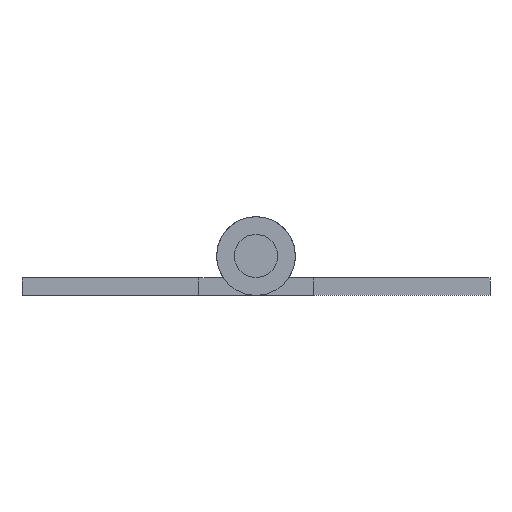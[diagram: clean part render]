
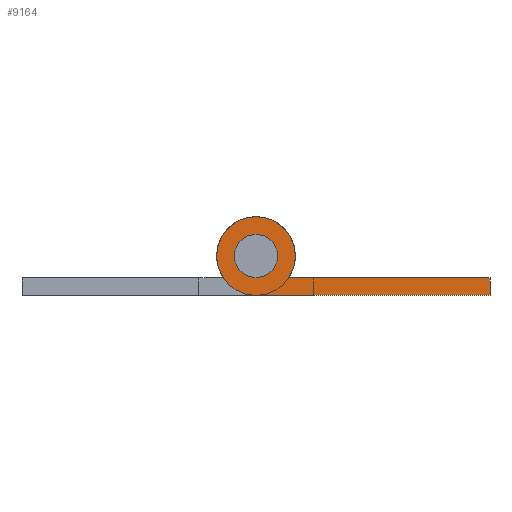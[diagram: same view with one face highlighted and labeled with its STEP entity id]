
A CAD part, front view. The second image highlights one B-rep face of the part: STEP entity #9164.
In plain terms, the highlighted planar face has unit normal (0, -1, 0).
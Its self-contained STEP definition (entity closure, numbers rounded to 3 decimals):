
#657 = DIRECTION ( 'NONE',  ( 0., 1., 0. ) ) ;
#3068 = AXIS2_PLACEMENT_3D ( 'NONE', #20053, #12141, #4063 ) ;
#4063 = DIRECTION ( 'NONE',  ( 0., 0., 1. ) ) ;
#5137 = CIRCLE ( 'NONE', #21498, 2.7 ) ;
#5414 = CARTESIAN_POINT ( 'NONE',  ( 0., -914.5, 0. ) ) ;
#5499 = CARTESIAN_POINT ( 'NONE',  ( 16., -914.5, -2.7 ) ) ;
#6006 = CARTESIAN_POINT ( 'NONE',  ( 0., -914.5, -2.7 ) ) ;
#6394 = FACE_OUTER_BOUND ( 'NONE', #11083, .T. ) ;
#6636 = EDGE_CURVE ( 'NONE', #15798, #24098, #23275, .T. ) ;
#7095 = EDGE_CURVE ( 'NONE', #10348, #20410, #21340, .T. ) ;
#7145 = CARTESIAN_POINT ( 'NONE',  ( 0., -914.5, 0. ) ) ;
#7158 = EDGE_CURVE ( 'NONE', #24098, #8144, #22609, .T. ) ;
#7790 = LINE ( 'NONE', #17966, #21075 ) ;
#8144 = VERTEX_POINT ( 'NONE', #5499 ) ;
#9070 = CARTESIAN_POINT ( 'NONE',  ( 2.245, -914.5, -1.5 ) ) ;
#9164 = ADVANCED_FACE ( 'NONE', ( #6394, #24438 ), #17528, .F. ) ;
#9614 = DIRECTION ( 'NONE',  ( 0., 0., 1. ) ) ;
#9721 = CARTESIAN_POINT ( 'NONE',  ( 0., -914.5, -1.5 ) ) ;
#10042 = ORIENTED_EDGE ( 'NONE', *, *, #6636, .F. ) ;
#10182 = EDGE_CURVE ( 'NONE', #20410, #10348, #16755, .T. ) ;
#10189 = CARTESIAN_POINT ( 'NONE',  ( 0., -914.5, 1.5 ) ) ;
#10348 = VERTEX_POINT ( 'NONE', #9721 ) ;
#11083 = EDGE_LOOP ( 'NONE', ( #13524, #16697, #17048, #10042 ) ) ;
#11226 = EDGE_LOOP ( 'NONE', ( #11343, #23081 ) ) ;
#11249 = DIRECTION ( 'NONE',  ( 0., 0., 1. ) ) ;
#11343 = ORIENTED_EDGE ( 'NONE', *, *, #7095, .T. ) ;
#11473 = DIRECTION ( 'NONE',  ( 0., 1., 0. ) ) ;
#11920 = VECTOR ( 'NONE', #24061, 1000. ) ;
#12141 = DIRECTION ( 'NONE',  ( 0., 1., 0. ) ) ;
#13524 = ORIENTED_EDGE ( 'NONE', *, *, #24362, .F. ) ;
#14142 = CARTESIAN_POINT ( 'NONE',  ( 16., -914.5, -1.5 ) ) ;
#14858 = VERTEX_POINT ( 'NONE', #6006 ) ;
#15798 = VERTEX_POINT ( 'NONE', #9070 ) ;
#16193 = CARTESIAN_POINT ( 'NONE',  ( 16., -914.5, -1.5 ) ) ;
#16697 = ORIENTED_EDGE ( 'NONE', *, *, #19018, .F. ) ;
#16755 = CIRCLE ( 'NONE', #21580, 1.5 ) ;
#17048 = ORIENTED_EDGE ( 'NONE', *, *, #7158, .F. ) ;
#17304 = DIRECTION ( 'NONE',  ( 0., 1., 0. ) ) ;
#17528 = PLANE ( 'NONE',  #23094 ) ;
#17966 = CARTESIAN_POINT ( 'NONE',  ( 0., -914.5, -2.7 ) ) ;
#19018 = EDGE_CURVE ( 'NONE', #8144, #14858, #7790, .T. ) ;
#20053 = CARTESIAN_POINT ( 'NONE',  ( 0., -914.5, 0. ) ) ;
#20410 = VERTEX_POINT ( 'NONE', #10189 ) ;
#20498 = DIRECTION ( 'NONE',  ( 0., 0., -1. ) ) ;
#20806 = CARTESIAN_POINT ( 'NONE',  ( 0., -914.5, 0. ) ) ;
#21075 = VECTOR ( 'NONE', #25863, 1000. ) ;
#21334 = DIRECTION ( 'NONE',  ( 0., 0., 1. ) ) ;
#21340 = CIRCLE ( 'NONE', #3068, 1.5 ) ;
#21498 = AXIS2_PLACEMENT_3D ( 'NONE', #20806, #657, #9614 ) ;
#21580 = AXIS2_PLACEMENT_3D ( 'NONE', #7145, #17304, #11249 ) ;
#22609 = LINE ( 'NONE', #24928, #25141 ) ;
#23081 = ORIENTED_EDGE ( 'NONE', *, *, #10182, .T. ) ;
#23094 = AXIS2_PLACEMENT_3D ( 'NONE', #5414, #11473, #21334 ) ;
#23275 = LINE ( 'NONE', #16193, #11920 ) ;
#24061 = DIRECTION ( 'NONE',  ( 1., 0., 0. ) ) ;
#24098 = VERTEX_POINT ( 'NONE', #14142 ) ;
#24362 = EDGE_CURVE ( 'NONE', #14858, #15798, #5137, .T. ) ;
#24438 = FACE_BOUND ( 'NONE', #11226, .T. ) ;
#24928 = CARTESIAN_POINT ( 'NONE',  ( 16., -914.5, -2.7 ) ) ;
#25141 = VECTOR ( 'NONE', #20498, 1000. ) ;
#25863 = DIRECTION ( 'NONE',  ( -1., 0., 0. ) ) ;
